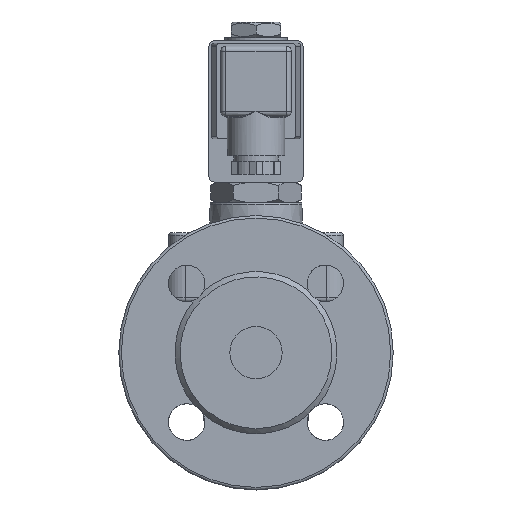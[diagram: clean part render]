
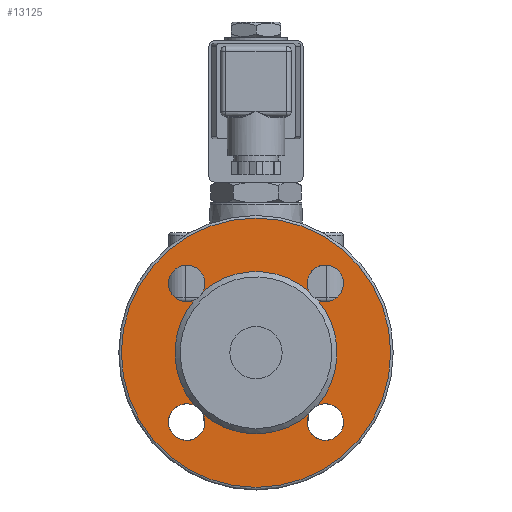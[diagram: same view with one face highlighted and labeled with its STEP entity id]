
A CAD part, front view. The second image highlights one B-rep face of the part: STEP entity #13125.
In plain terms, the highlighted planar face has unit normal (0, -1, 0).
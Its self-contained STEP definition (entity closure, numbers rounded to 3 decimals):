
#3431=PLANE('',#13908);
#3764=FACE_BOUND('',#4660,.T.);
#3888=FACE_OUTER_BOUND('',#4659,.T.);
#4659=EDGE_LOOP('',(#9153));
#4660=EDGE_LOOP('',(#9154,#9155,#9156,#9157,#9158,#9159,#9160,#9161));
#5554=CIRCLE('',#13909,51.5);
#5555=CIRCLE('',#13910,7.);
#5556=CIRCLE('',#13911,31.);
#5557=CIRCLE('',#13912,7.);
#5558=CIRCLE('',#13913,31.);
#5559=CIRCLE('',#13914,7.);
#5560=CIRCLE('',#13915,31.);
#5561=CIRCLE('',#13916,7.);
#5562=CIRCLE('',#13917,31.);
#5967=VERTEX_POINT('',#17750);
#5968=VERTEX_POINT('',#17752);
#5969=VERTEX_POINT('',#17753);
#5970=VERTEX_POINT('',#17755);
#5971=VERTEX_POINT('',#17757);
#5972=VERTEX_POINT('',#17759);
#5973=VERTEX_POINT('',#17761);
#5974=VERTEX_POINT('',#17763);
#5975=VERTEX_POINT('',#17765);
#7225=EDGE_CURVE('',#5967,#5967,#5554,.T.);
#7226=EDGE_CURVE('',#5968,#5969,#5555,.T.);
#7227=EDGE_CURVE('',#5969,#5970,#5556,.T.);
#7228=EDGE_CURVE('',#5970,#5971,#5557,.T.);
#7229=EDGE_CURVE('',#5971,#5972,#5558,.T.);
#7230=EDGE_CURVE('',#5972,#5973,#5559,.T.);
#7231=EDGE_CURVE('',#5973,#5974,#5560,.T.);
#7232=EDGE_CURVE('',#5974,#5975,#5561,.T.);
#7233=EDGE_CURVE('',#5975,#5968,#5562,.T.);
#9153=ORIENTED_EDGE('',*,*,#7225,.F.);
#9154=ORIENTED_EDGE('',*,*,#7226,.T.);
#9155=ORIENTED_EDGE('',*,*,#7227,.T.);
#9156=ORIENTED_EDGE('',*,*,#7228,.T.);
#9157=ORIENTED_EDGE('',*,*,#7229,.T.);
#9158=ORIENTED_EDGE('',*,*,#7230,.T.);
#9159=ORIENTED_EDGE('',*,*,#7231,.T.);
#9160=ORIENTED_EDGE('',*,*,#7232,.T.);
#9161=ORIENTED_EDGE('',*,*,#7233,.T.);
#13125=ADVANCED_FACE('',(#3888,#3764),#3431,.T.);
#13908=AXIS2_PLACEMENT_3D('',#17749,#14926,#14927);
#13909=AXIS2_PLACEMENT_3D('',#17751,#14928,#14929);
#13910=AXIS2_PLACEMENT_3D('',#17754,#14930,#14931);
#13911=AXIS2_PLACEMENT_3D('',#17756,#14932,#14933);
#13912=AXIS2_PLACEMENT_3D('',#17758,#14934,#14935);
#13913=AXIS2_PLACEMENT_3D('',#17760,#14936,#14937);
#13914=AXIS2_PLACEMENT_3D('',#17762,#14938,#14939);
#13915=AXIS2_PLACEMENT_3D('',#17764,#14940,#14941);
#13916=AXIS2_PLACEMENT_3D('',#17766,#14942,#14943);
#13917=AXIS2_PLACEMENT_3D('',#17767,#14944,#14945);
#14926=DIRECTION('center_axis',(0.,-1.,0.));
#14927=DIRECTION('ref_axis',(0.,0.,-1.));
#14928=DIRECTION('center_axis',(0.,1.,0.));
#14929=DIRECTION('ref_axis',(0.,0.,1.));
#14930=DIRECTION('center_axis',(0.,1.,0.));
#14931=DIRECTION('ref_axis',(-1.,0.,0.));
#14932=DIRECTION('center_axis',(0.,1.,0.));
#14933=DIRECTION('ref_axis',(0.,0.,1.));
#14934=DIRECTION('center_axis',(0.,1.,0.));
#14935=DIRECTION('ref_axis',(-1.,0.,0.));
#14936=DIRECTION('center_axis',(0.,1.,0.));
#14937=DIRECTION('ref_axis',(0.,0.,1.));
#14938=DIRECTION('center_axis',(0.,1.,0.));
#14939=DIRECTION('ref_axis',(-1.,0.,0.));
#14940=DIRECTION('center_axis',(0.,1.,0.));
#14941=DIRECTION('ref_axis',(0.,0.,1.));
#14942=DIRECTION('center_axis',(0.,1.,0.));
#14943=DIRECTION('ref_axis',(-1.,0.,0.));
#14944=DIRECTION('center_axis',(0.,1.,0.));
#14945=DIRECTION('ref_axis',(0.,0.,1.));
#17749=CARTESIAN_POINT('Origin',(0.,-73.,41.25));
#17750=CARTESIAN_POINT('',(0.,-73.,51.5));
#17751=CARTESIAN_POINT('Origin',(0.,-73.,0.));
#17752=CARTESIAN_POINT('',(23.526,-73.,-20.188));
#17753=CARTESIAN_POINT('',(20.188,-73.,-23.526));
#17754=CARTESIAN_POINT('Origin',(26.517,-73.,-26.517));
#17755=CARTESIAN_POINT('',(-20.188,-73.,-23.526));
#17756=CARTESIAN_POINT('Origin',(0.,-73.,0.));
#17757=CARTESIAN_POINT('',(-23.526,-73.,-20.188));
#17758=CARTESIAN_POINT('Origin',(-26.517,-73.,-26.517));
#17759=CARTESIAN_POINT('',(-23.526,-73.,20.188));
#17760=CARTESIAN_POINT('Origin',(0.,-73.,0.));
#17761=CARTESIAN_POINT('',(-20.188,-73.,23.526));
#17762=CARTESIAN_POINT('Origin',(-26.517,-73.,26.517));
#17763=CARTESIAN_POINT('',(20.188,-73.,23.526));
#17764=CARTESIAN_POINT('Origin',(0.,-73.,0.));
#17765=CARTESIAN_POINT('',(23.526,-73.,20.188));
#17766=CARTESIAN_POINT('Origin',(26.517,-73.,26.517));
#17767=CARTESIAN_POINT('Origin',(0.,-73.,0.));
